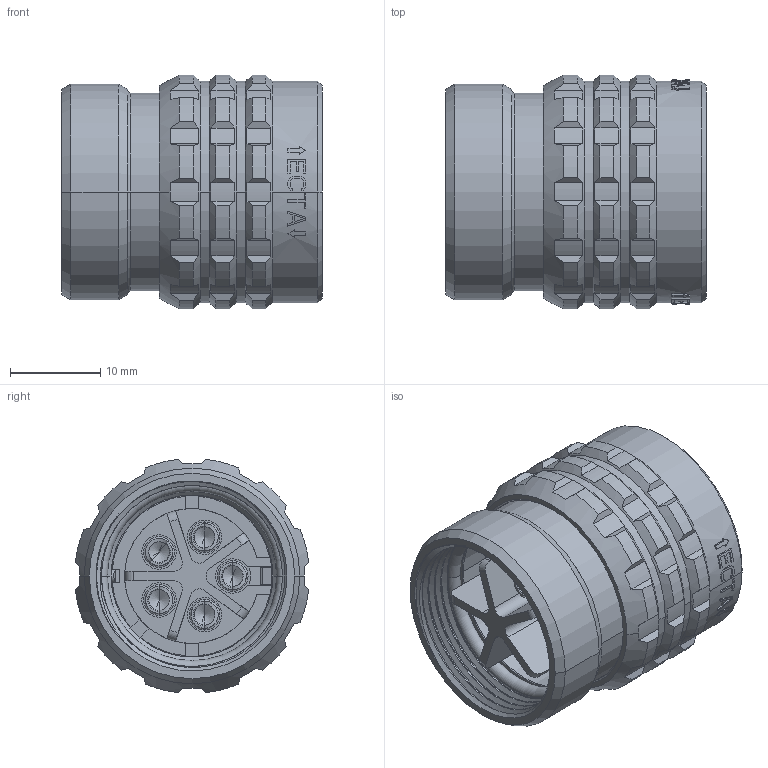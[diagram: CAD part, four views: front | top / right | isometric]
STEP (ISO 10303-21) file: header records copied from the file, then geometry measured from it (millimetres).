
FILE_DESCRIPTION((''),'2;1');
FILE_NAME('1331M205MZ','2024-07-19T10:23:35',('paultorloting'),('NET AG system integration'),'CREO PARAMETRIC BY PTC INC, 2021404','CREO PARAMETRIC BY PTC INC, 2021404','');
FILE_SCHEMA(('AUTOMOTIVE_DESIGN { 1 0 10303 214 1 1 1 1 }'));
Length unit declared in the file: millimetre
Products named in the file (1): 1331M205MZ
Bounding box: 28.8 x 25.82 x 25.82 mm (x, y, z)
Volume: 8579.7 mm3; surface area: 9278.2 mm2
Topology: 2 solids, 4 shells, 860 faces, 2333 edges, 1505 vertices
Faces by surface type: plane 477, cylinder 248, cone 60, torus 51, sphere 18, bspline 6
Entity records: 41613 total; most frequent: CARTESIAN_POINT 14369, ORIENTED_EDGE 4610, DIRECTION 4244, EDGE_CURVE 2305, AXIS2_PLACEMENT_3D 1561, VERTEX_POINT 1505, VECTOR 1119, LINE 1119
